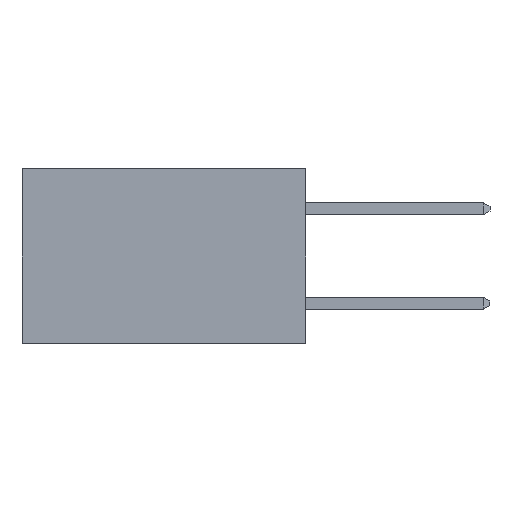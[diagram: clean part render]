
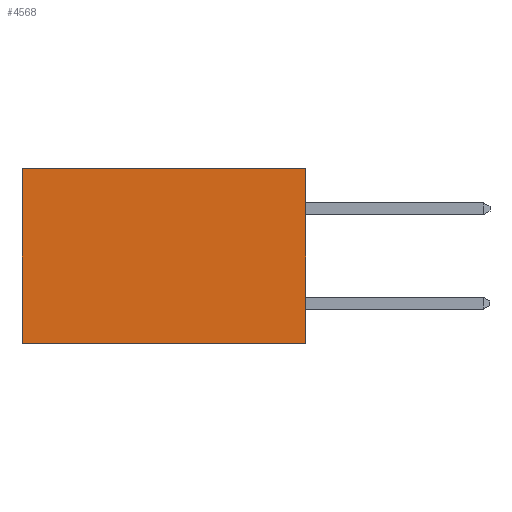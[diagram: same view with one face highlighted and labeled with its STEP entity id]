
A CAD part, left-side view. The second image highlights one B-rep face of the part: STEP entity #4568.
In plain terms, the highlighted planar face has unit normal (-1, 0, 0).
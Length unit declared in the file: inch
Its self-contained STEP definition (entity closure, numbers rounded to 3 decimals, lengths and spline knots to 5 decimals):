
#19 = ORIENTED_EDGE ( 'NONE', *, *, #3014, .T. ) ;
#406 = FACE_OUTER_BOUND ( 'NONE', #2818, .T. ) ;
#429 = CARTESIAN_POINT ( 'NONE',  ( 0.2615, 0., -0.37 ) ) ;
#633 = VERTEX_POINT ( 'NONE', #4756 ) ;
#815 = AXIS2_PLACEMENT_3D ( 'NONE', #5110, #6360, #8576 ) ;
#959 = CARTESIAN_POINT ( 'NONE',  ( 0.2615, 0., -0.37 ) ) ;
#1202 = ORIENTED_EDGE ( 'NONE', *, *, #5457, .F. ) ;
#1672 = DIRECTION ( 'NONE',  ( 0., 1., 0. ) ) ;
#1707 = CARTESIAN_POINT ( 'NONE',  ( 0.2615, 0.6, -0.37 ) ) ;
#1721 = VERTEX_POINT ( 'NONE', #959 ) ;
#1757 = LINE ( 'NONE', #7046, #4323 ) ;
#1955 = VECTOR ( 'NONE', #2736, 39.37008 ) ;
#2583 = LINE ( 'NONE', #429, #7865 ) ;
#2736 = DIRECTION ( 'NONE',  ( 0., 0., -1. ) ) ;
#2818 = EDGE_LOOP ( 'NONE', ( #19, #7574, #1202, #7201 ) ) ;
#3014 = EDGE_CURVE ( 'NONE', #4378, #8469, #6873, .T. ) ;
#3128 = DIRECTION ( 'NONE',  ( 0., 0., -1. ) ) ;
#3302 = CARTESIAN_POINT ( 'NONE',  ( 0.2615, 0.6, 0. ) ) ;
#3666 = DIRECTION ( 'NONE',  ( 0., 1., 0. ) ) ;
#3739 = VECTOR ( 'NONE', #1672, 39.37008 ) ;
#4323 = VECTOR ( 'NONE', #3666, 39.37008 ) ;
#4378 = VERTEX_POINT ( 'NONE', #3302 ) ;
#4568 = ADVANCED_FACE ( 'NONE', ( #406 ), #5828, .F. ) ;
#4756 = CARTESIAN_POINT ( 'NONE',  ( 0.2615, 0., 0. ) ) ;
#5042 = LINE ( 'NONE', #7753, #3739 ) ;
#5110 = CARTESIAN_POINT ( 'NONE',  ( 0.2615, 0., -0.37 ) ) ;
#5424 = EDGE_CURVE ( 'NONE', #1721, #8469, #5042, .T. ) ;
#5457 = EDGE_CURVE ( 'NONE', #633, #1721, #2583, .T. ) ;
#5828 = PLANE ( 'NONE',  #815 ) ;
#6360 = DIRECTION ( 'NONE',  ( 1., 0., 0. ) ) ;
#6630 = EDGE_CURVE ( 'NONE', #633, #4378, #1757, .T. ) ;
#6873 = LINE ( 'NONE', #7585, #1955 ) ;
#7046 = CARTESIAN_POINT ( 'NONE',  ( 0.2615, 0., 0. ) ) ;
#7201 = ORIENTED_EDGE ( 'NONE', *, *, #6630, .T. ) ;
#7574 = ORIENTED_EDGE ( 'NONE', *, *, #5424, .F. ) ;
#7585 = CARTESIAN_POINT ( 'NONE',  ( 0.2615, 0.6, -0.37 ) ) ;
#7753 = CARTESIAN_POINT ( 'NONE',  ( 0.2615, 0., -0.37 ) ) ;
#7865 = VECTOR ( 'NONE', #3128, 39.37008 ) ;
#8469 = VERTEX_POINT ( 'NONE', #1707 ) ;
#8576 = DIRECTION ( 'NONE',  ( 0., 0., -1. ) ) ;
